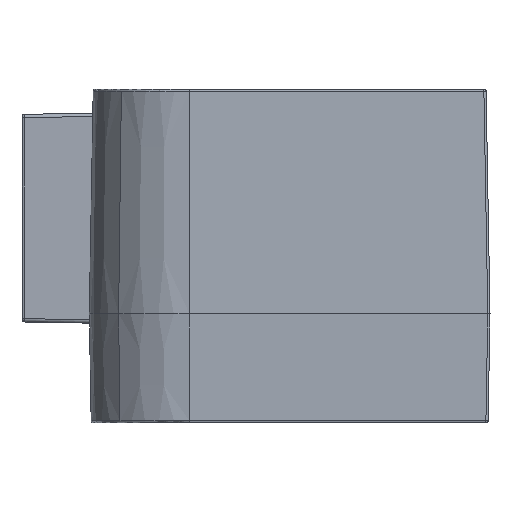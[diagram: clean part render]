
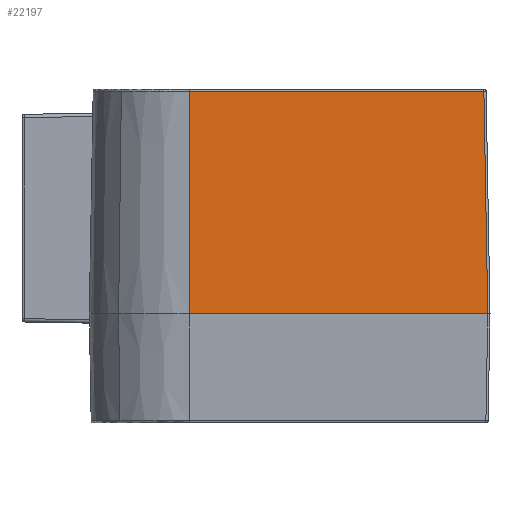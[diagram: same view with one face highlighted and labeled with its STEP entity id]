
A CAD part, left-side view. The second image highlights one B-rep face of the part: STEP entity #22197.
In plain terms, the highlighted planar face has unit normal (-1, 0, 0.018).
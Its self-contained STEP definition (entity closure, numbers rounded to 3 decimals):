
#192 = DIRECTION ( 'NONE',  ( -1., 0., 0.017 ) ) ;
#2120 = EDGE_CURVE ( 'NONE', #12772, #8903, #6161, .T. ) ;
#3807 = CARTESIAN_POINT ( 'NONE',  ( -42.777, 24.858, -19.482 ) ) ;
#4417 = DIRECTION ( 'NONE',  ( 0.017, 0., 1. ) ) ;
#4548 = ORIENTED_EDGE ( 'NONE', *, *, #2120, .F. ) ;
#4609 = VECTOR ( 'NONE', #20051, 1000. ) ;
#5146 = VERTEX_POINT ( 'NONE', #9283 ) ;
#5463 = DIRECTION ( 'NONE',  ( 0., -1., 0. ) ) ;
#5802 = FACE_OUTER_BOUND ( 'NONE', #18228, .T. ) ;
#5818 = CARTESIAN_POINT ( 'NONE',  ( -42.777, 53.547, -19.482 ) ) ;
#6161 = LINE ( 'NONE', #5818, #8018 ) ;
#7316 = DIRECTION ( 'NONE',  ( 0., -1., 0. ) ) ;
#7555 = LINE ( 'NONE', #16211, #20170 ) ;
#8009 = EDGE_CURVE ( 'NONE', #8903, #5146, #7555, .T. ) ;
#8018 = VECTOR ( 'NONE', #4417, 1000. ) ;
#8405 = CARTESIAN_POINT ( 'NONE',  ( -42.777, 26.747, -19.482 ) ) ;
#8747 = AXIS2_PLACEMENT_3D ( 'NONE', #3807, #192, #7316 ) ;
#8903 = VERTEX_POINT ( 'NONE', #16674 ) ;
#8913 = VECTOR ( 'NONE', #17807, 1000. ) ;
#9116 = LINE ( 'NONE', #23369, #4609 ) ;
#9283 = CARTESIAN_POINT ( 'NONE',  ( -42.427, 27.096, 0.521 ) ) ;
#12204 = CARTESIAN_POINT ( 'NONE',  ( -42.777, 26.747, -19.482 ) ) ;
#12772 = VERTEX_POINT ( 'NONE', #22101 ) ;
#14657 = PLANE ( 'NONE',  #8747 ) ;
#15698 = ORIENTED_EDGE ( 'NONE', *, *, #17691, .F. ) ;
#16211 = CARTESIAN_POINT ( 'NONE',  ( -42.427, 53.547, 0.521 ) ) ;
#16674 = CARTESIAN_POINT ( 'NONE',  ( -42.427, 53.547, 0.521 ) ) ;
#17691 = EDGE_CURVE ( 'NONE', #21275, #12772, #21223, .T. ) ;
#17807 = DIRECTION ( 'NONE',  ( 0., 1., 0. ) ) ;
#18228 = EDGE_LOOP ( 'NONE', ( #21293, #4548, #15698, #20425 ) ) ;
#20051 = DIRECTION ( 'NONE',  ( 0.017, 0.017, 1. ) ) ;
#20170 = VECTOR ( 'NONE', #5463, 1000. ) ;
#20425 = ORIENTED_EDGE ( 'NONE', *, *, #20543, .T. ) ;
#20543 = EDGE_CURVE ( 'NONE', #21275, #5146, #9116, .T. ) ;
#21223 = LINE ( 'NONE', #12204, #8913 ) ;
#21275 = VERTEX_POINT ( 'NONE', #8405 ) ;
#21293 = ORIENTED_EDGE ( 'NONE', *, *, #8009, .F. ) ;
#22101 = CARTESIAN_POINT ( 'NONE',  ( -42.777, 53.547, -19.482 ) ) ;
#22197 = ADVANCED_FACE ( 'NONE', ( #5802 ), #14657, .T. ) ;
#23369 = CARTESIAN_POINT ( 'NONE',  ( -42.777, 26.747, -19.482 ) ) ;
